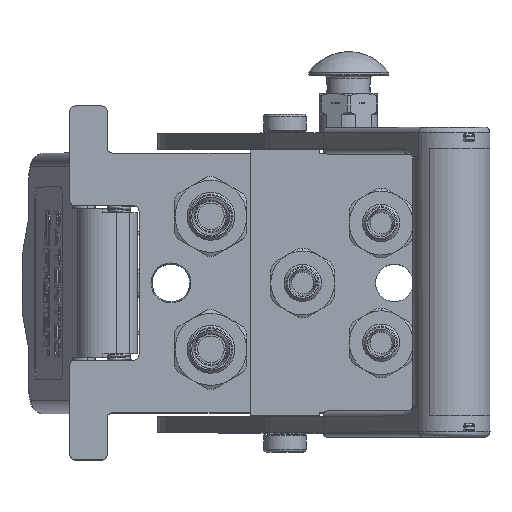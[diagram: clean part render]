
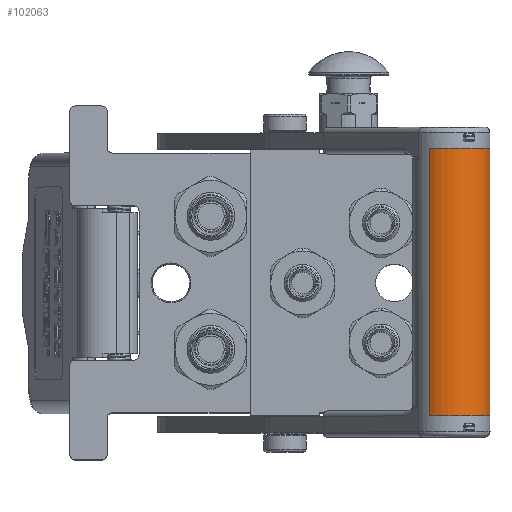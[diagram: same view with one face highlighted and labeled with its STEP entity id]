
A CAD part, top view. The second image highlights one B-rep face of the part: STEP entity #102063.
In plain terms, the highlighted cylindrical face has radius 14.5 mm (diameter 29 mm), a partial arc.
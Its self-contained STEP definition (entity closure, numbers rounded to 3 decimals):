
#6172 = EDGE_CURVE ( 'NONE', #50804, #6192, #59858, .T. ) ;
#6192 = VERTEX_POINT ( 'NONE', #108450 ) ;
#8007 = CARTESIAN_POINT ( 'NONE',  ( 46.5, -7.576, -12.363 ) ) ;
#8127 = VECTOR ( 'NONE', #73328, 1000. ) ;
#8169 = VECTOR ( 'NONE', #102201, 1000. ) ;
#8255 = CIRCLE ( 'NONE', #20844, 14.5 ) ;
#8923 = ORIENTED_EDGE ( 'NONE', *, *, #91762, .T. ) ;
#10722 = CARTESIAN_POINT ( 'NONE',  ( -50., -7.576, -12.363 ) ) ;
#11399 = ORIENTED_EDGE ( 'NONE', *, *, #37596, .F. ) ;
#12286 = EDGE_CURVE ( 'NONE', #38556, #103693, #99531, .T. ) ;
#13200 = CARTESIAN_POINT ( 'NONE',  ( -50., 0., 0. ) ) ;
#14603 = DIRECTION ( 'NONE',  ( 1., 0., 0. ) ) ;
#18030 = DIRECTION ( 'NONE',  ( -1., 0., 0. ) ) ;
#20844 = AXIS2_PLACEMENT_3D ( 'NONE', #94701, #44338, #81994 ) ;
#22268 = CARTESIAN_POINT ( 'NONE',  ( 50.5, 0., 14.5 ) ) ;
#27069 = ORIENTED_EDGE ( 'NONE', *, *, #6172, .T. ) ;
#29530 = DIRECTION ( 'NONE',  ( 1., 0., 0. ) ) ;
#36344 = LINE ( 'NONE', #44767, #108487 ) ;
#37595 = CARTESIAN_POINT ( 'NONE',  ( -46., 0., 0. ) ) ;
#37596 = EDGE_CURVE ( 'NONE', #38556, #44374, #56704, .T. ) ;
#38079 = LINE ( 'NONE', #72825, #8169 ) ;
#38556 = VERTEX_POINT ( 'NONE', #129751 ) ;
#39067 = ORIENTED_EDGE ( 'NONE', *, *, #58342, .T. ) ;
#42723 = EDGE_CURVE ( 'NONE', #103693, #85156, #36344, .T. ) ;
#42948 = DIRECTION ( 'NONE',  ( 0., 0., -1. ) ) ;
#44338 = DIRECTION ( 'NONE',  ( -1., 0., 0. ) ) ;
#44374 = VERTEX_POINT ( 'NONE', #22268 ) ;
#44767 = CARTESIAN_POINT ( 'NONE',  ( -50., -7.576, -12.363 ) ) ;
#46329 = DIRECTION ( 'NONE',  ( 0., -0.522, -0.853 ) ) ;
#46801 = EDGE_CURVE ( 'NONE', #99797, #50804, #88899, .T. ) ;
#48857 = DIRECTION ( 'NONE',  ( 0., 0., -1. ) ) ;
#49126 = CARTESIAN_POINT ( 'NONE',  ( 50.5, -7.576, -12.363 ) ) ;
#50804 = VERTEX_POINT ( 'NONE', #89115 ) ;
#52792 = CARTESIAN_POINT ( 'NONE',  ( -50., 0., 14.5 ) ) ;
#56704 = LINE ( 'NONE', #52792, #8127 ) ;
#57402 = ORIENTED_EDGE ( 'NONE', *, *, #46801, .T. ) ;
#58342 = EDGE_CURVE ( 'NONE', #85156, #99797, #72196, .T. ) ;
#59171 = AXIS2_PLACEMENT_3D ( 'NONE', #109538, #18030, #97749 ) ;
#59858 = CIRCLE ( 'NONE', #98558, 14.5 ) ;
#72196 = CIRCLE ( 'NONE', #87995, 14.5 ) ;
#72825 = CARTESIAN_POINT ( 'NONE',  ( 46.5, -7.576, -12.363 ) ) ;
#73328 = DIRECTION ( 'NONE',  ( 1., 0., 0. ) ) ;
#77579 = FACE_OUTER_BOUND ( 'NONE', #101717, .T. ) ;
#78615 = EDGE_CURVE ( 'NONE', #6192, #123355, #8255, .T. ) ;
#81994 = DIRECTION ( 'NONE',  ( 0., 0., -1. ) ) ;
#82192 = CARTESIAN_POINT ( 'NONE',  ( -46., -7.576, -12.363 ) ) ;
#82807 = DIRECTION ( 'NONE',  ( -1., 0., 0. ) ) ;
#82892 = CARTESIAN_POINT ( 'NONE',  ( -46., 0., -14.5 ) ) ;
#83141 = ORIENTED_EDGE ( 'NONE', *, *, #42723, .T. ) ;
#85156 = VERTEX_POINT ( 'NONE', #82192 ) ;
#85506 = CYLINDRICAL_SURFACE ( 'NONE', #103582, 14.5 ) ;
#87995 = AXIS2_PLACEMENT_3D ( 'NONE', #37595, #117684, #46329 ) ;
#88899 = LINE ( 'NONE', #82892, #109270 ) ;
#89115 = CARTESIAN_POINT ( 'NONE',  ( 46.5, 0., -14.5 ) ) ;
#89371 = EDGE_CURVE ( 'NONE', #123355, #89879, #38079, .T. ) ;
#89879 = VERTEX_POINT ( 'NONE', #49126 ) ;
#91762 = EDGE_CURVE ( 'NONE', #89879, #44374, #111084, .T. ) ;
#94701 = CARTESIAN_POINT ( 'NONE',  ( 46.5, 0., 0. ) ) ;
#95425 = ORIENTED_EDGE ( 'NONE', *, *, #12286, .T. ) ;
#96810 = ORIENTED_EDGE ( 'NONE', *, *, #78615, .T. ) ;
#97749 = DIRECTION ( 'NONE',  ( 0., -0.522, -0.853 ) ) ;
#98558 = AXIS2_PLACEMENT_3D ( 'NONE', #129801, #118460, #48857 ) ;
#99531 = CIRCLE ( 'NONE', #124927, 14.5 ) ;
#99797 = VERTEX_POINT ( 'NONE', #119618 ) ;
#101717 = EDGE_LOOP ( 'NONE', ( #57402, #27069, #96810, #127245, #8923, #11399, #95425, #83141, #39067 ) ) ;
#102063 = ADVANCED_FACE ( 'NONE', ( #77579 ), #85506, .T. ) ;
#102201 = DIRECTION ( 'NONE',  ( 1., 0., 0. ) ) ;
#102590 = DIRECTION ( 'NONE',  ( 1., 0., 0. ) ) ;
#103582 = AXIS2_PLACEMENT_3D ( 'NONE', #13200, #82807, #42948 ) ;
#103693 = VERTEX_POINT ( 'NONE', #10722 ) ;
#108450 = CARTESIAN_POINT ( 'NONE',  ( 46.5, -7.111, -12.636 ) ) ;
#108487 = VECTOR ( 'NONE', #14603, 1000. ) ;
#109270 = VECTOR ( 'NONE', #102590, 1000. ) ;
#109538 = CARTESIAN_POINT ( 'NONE',  ( 50.5, 0., 0. ) ) ;
#111084 = CIRCLE ( 'NONE', #59171, 14.5 ) ;
#117684 = DIRECTION ( 'NONE',  ( 1., 0., 0. ) ) ;
#118435 = CARTESIAN_POINT ( 'NONE',  ( -50., 0., 0. ) ) ;
#118460 = DIRECTION ( 'NONE',  ( -1., 0., 0. ) ) ;
#118859 = DIRECTION ( 'NONE',  ( 0., 0., 1. ) ) ;
#119618 = CARTESIAN_POINT ( 'NONE',  ( -46., 0., -14.5 ) ) ;
#123355 = VERTEX_POINT ( 'NONE', #8007 ) ;
#124927 = AXIS2_PLACEMENT_3D ( 'NONE', #118435, #29530, #118859 ) ;
#127245 = ORIENTED_EDGE ( 'NONE', *, *, #89371, .T. ) ;
#129751 = CARTESIAN_POINT ( 'NONE',  ( -50., 0., 14.5 ) ) ;
#129801 = CARTESIAN_POINT ( 'NONE',  ( 46.5, 0., 0. ) ) ;
